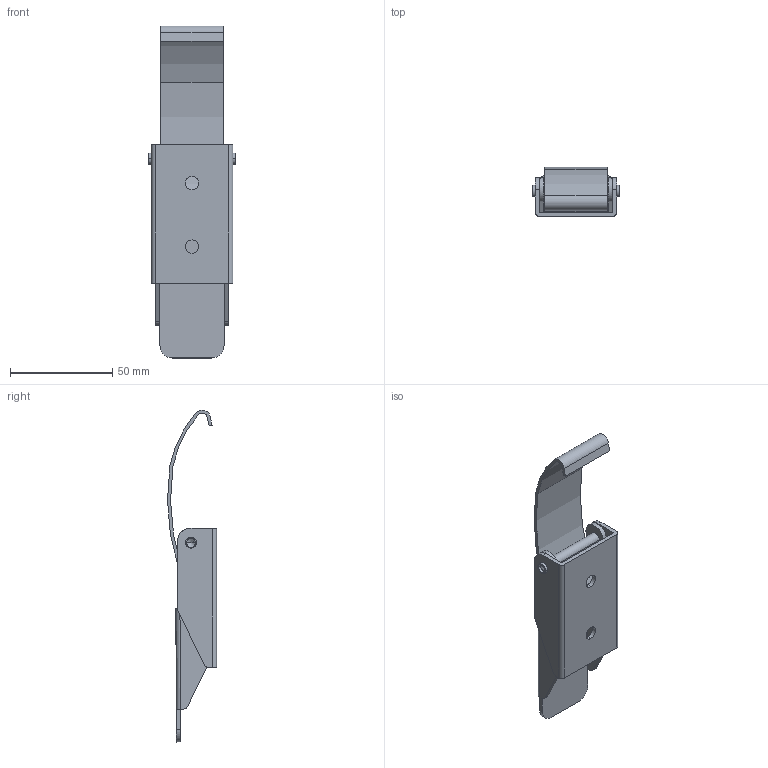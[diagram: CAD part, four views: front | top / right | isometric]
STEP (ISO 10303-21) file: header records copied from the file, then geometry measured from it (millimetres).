
FILE_DESCRIPTION((''),'2;1');
FILE_NAME('SK3-025_ASM','2018-10-15T',('Administrator'),(''),'PRO/ENGINEER BY PARAMETRIC TECHNOLOGY CORPORATION, 2010280','PRO/ENGINEER BY PARAMETRIC TECHNOLOGY CORPORATION, 2010280','');
FILE_SCHEMA(('AUTOMOTIVE_DESIGN_CC2 { 1 2 10303 214 -1 1 5 2 }'));
Length unit declared in the file: millimetre
Products named in the file (6): 3-025-1; 3-025-2; 3-025-3; 3-025-4; 3-025-5; SK3-025_ASM
Assembly tree (5 placements, depth 2):
  SK3-025_ASM
    3-025-1
    3-025-2
    3-025-3
    3-025-4
    3-025-5
Bounding box: 43 x 24.01 x 162.45 mm (x, y, z)
Volume: 25321.6 mm3; surface area: 28975.5 mm2
Topology: 5 solids, 5 shells, 104 faces, 264 edges, 170 vertices
Faces by surface type: cylinder 52, plane 44, cone 8
Entity records: 3965 total; most frequent: DIRECTION 596, CARTESIAN_POINT 563, ORIENTED_EDGE 520, EDGE_CURVE 260, AXIS2_PLACEMENT_3D 223, PRESENTATION_STYLE_ASSIGNMENT 215, STYLED_ITEM 215, CURVE_STYLE 212
